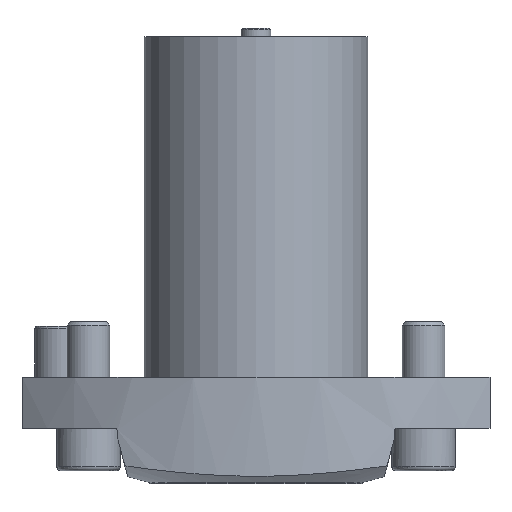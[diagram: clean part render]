
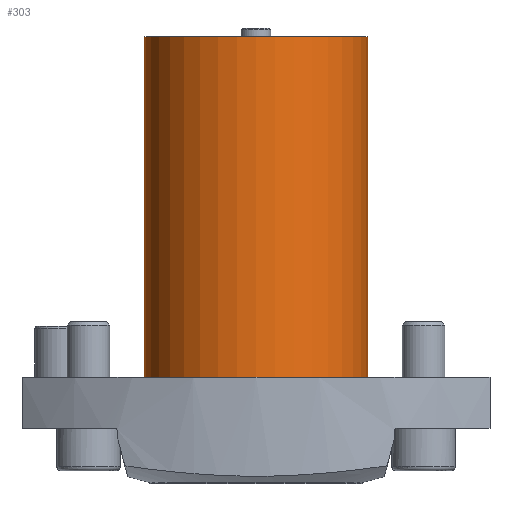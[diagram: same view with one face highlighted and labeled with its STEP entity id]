
A CAD part, left-side view. The second image highlights one B-rep face of the part: STEP entity #303.
In plain terms, the highlighted cylindrical face has radius 52.5 mm (diameter 105 mm), a full revolution.
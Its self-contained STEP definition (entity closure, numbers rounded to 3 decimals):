
#50=CYLINDRICAL_SURFACE('',#1545,52.5);
#129=FACE_BOUND('',#520,.T.);
#130=FACE_BOUND('',#521,.T.);
#147=CIRCLE('',#1425,52.5);
#195=CIRCLE('',#1543,52.5);
#303=ADVANCED_FACE('',(#129,#130),#50,.T.);
#520=EDGE_LOOP('',(#874));
#521=EDGE_LOOP('',(#875));
#874=ORIENTED_EDGE('',*,*,#1182,.T.);
#875=ORIENTED_EDGE('',*,*,#1078,.T.);
#934=VERTEX_POINT('',#2159);
#1005=VERTEX_POINT('',#2457);
#1078=EDGE_CURVE('',#934,#934,#147,.T.);
#1182=EDGE_CURVE('',#1005,#1005,#195,.T.);
#1425=AXIS2_PLACEMENT_3D('',#2158,#1684,#1685);
#1543=AXIS2_PLACEMENT_3D('',#2456,#1971,#1972);
#1545=AXIS2_PLACEMENT_3D('',#2459,#1975,#1976);
#1684=DIRECTION('',(0.,0.,1.));
#1685=DIRECTION('',(0.,1.,0.));
#1971=DIRECTION('',(0.,0.,-1.));
#1972=DIRECTION('',(0.,1.,0.));
#1975=DIRECTION('',(0.,0.,-1.));
#1976=DIRECTION('',(0.,1.,0.));
#2158=CARTESIAN_POINT('',(0.,0.,
0.));
#2159=CARTESIAN_POINT('',(0.,52.5,0.));
#2456=CARTESIAN_POINT('',(0.,0.,
160.));
#2457=CARTESIAN_POINT('',(0.,52.5,160.));
#2459=CARTESIAN_POINT('',(0.,0.,
160.));
